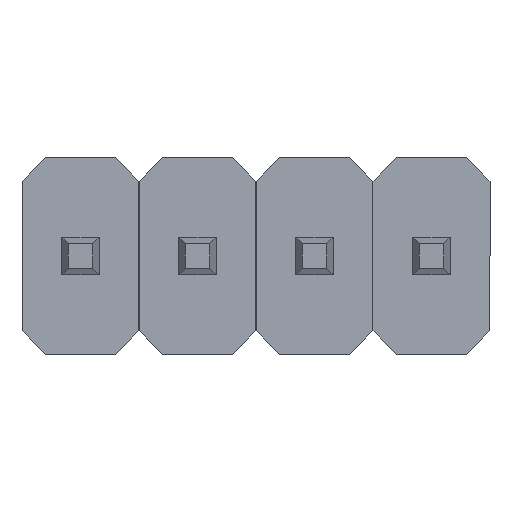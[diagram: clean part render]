
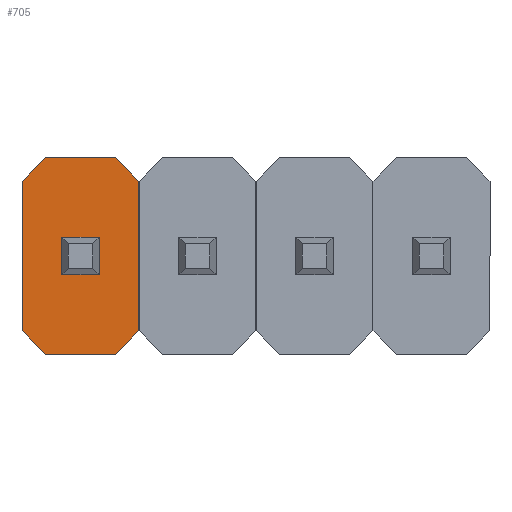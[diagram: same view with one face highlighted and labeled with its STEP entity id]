
A CAD part, front view. The second image highlights one B-rep face of the part: STEP entity #705.
In plain terms, the highlighted planar face has unit normal (0, -1, 0).
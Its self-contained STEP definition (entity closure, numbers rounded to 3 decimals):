
#23 = CARTESIAN_POINT ( 'NONE',  ( -1.524, 0., -1.067 ) ) ;
#56 = EDGE_CURVE ( 'NONE', #204, #2394, #168, .T. ) ;
#60 = CARTESIAN_POINT ( 'NONE',  ( -1.27, 0., -0.813 ) ) ;
#66 = CARTESIAN_POINT ( 'NONE',  ( -1.524, 0., 1.067 ) ) ;
#114 = VERTEX_POINT ( 'NONE', #2023 ) ;
#156 = FACE_OUTER_BOUND ( 'NONE', #2002, .T. ) ;
#168 = LINE ( 'NONE', #764, #214 ) ;
#191 = VERTEX_POINT ( 'NONE', #66 ) ;
#204 = VERTEX_POINT ( 'NONE', #1357 ) ;
#208 = CARTESIAN_POINT ( 'NONE',  ( -2.108, 0., 0.203 ) ) ;
#214 = VECTOR ( 'NONE', #1125, 1000. ) ;
#225 = PLANE ( 'NONE',  #787 ) ;
#254 = ORIENTED_EDGE ( 'NONE', *, *, #486, .F. ) ;
#267 = DIRECTION ( 'NONE',  ( 0.707, 0., 0.707 ) ) ;
#323 = CARTESIAN_POINT ( 'NONE',  ( -2.54, 0., -0.813 ) ) ;
#344 = VERTEX_POINT ( 'NONE', #1774 ) ;
#378 = ORIENTED_EDGE ( 'NONE', *, *, #982, .T. ) ;
#399 = DIRECTION ( 'NONE',  ( -0.707, 0., 0.707 ) ) ;
#412 = DIRECTION ( 'NONE',  ( 1., 0., 0. ) ) ;
#457 = CARTESIAN_POINT ( 'NONE',  ( -1.524, 0., 1.067 ) ) ;
#473 = ORIENTED_EDGE ( 'NONE', *, *, #664, .T. ) ;
#486 = EDGE_CURVE ( 'NONE', #191, #344, #2351, .T. ) ;
#535 = VECTOR ( 'NONE', #2224, 1000. ) ;
#537 = CARTESIAN_POINT ( 'NONE',  ( -2.54, 0., -0.813 ) ) ;
#553 = VERTEX_POINT ( 'NONE', #1014 ) ;
#564 = ORIENTED_EDGE ( 'NONE', *, *, #1423, .F. ) ;
#597 = DIRECTION ( 'NONE',  ( 0., 0., 1. ) ) ;
#657 = ORIENTED_EDGE ( 'NONE', *, *, #1319, .T. ) ;
#664 = EDGE_CURVE ( 'NONE', #1249, #1945, #739, .T. ) ;
#698 = VERTEX_POINT ( 'NONE', #1078 ) ;
#703 = DIRECTION ( 'NONE',  ( 0., 0., 1. ) ) ;
#705 = ADVANCED_FACE ( 'NONE', ( #1814, #156 ), #225, .F. ) ;
#709 = EDGE_CURVE ( 'NONE', #114, #204, #1342, .T. ) ;
#711 = VECTOR ( 'NONE', #399, 1000. ) ;
#713 = VECTOR ( 'NONE', #1531, 1000. ) ;
#739 = LINE ( 'NONE', #1823, #535 ) ;
#760 = ORIENTED_EDGE ( 'NONE', *, *, #56, .F. ) ;
#763 = DIRECTION ( 'NONE',  ( -0.707, 0., -0.707 ) ) ;
#764 = CARTESIAN_POINT ( 'NONE',  ( -2.286, 0., -1.067 ) ) ;
#787 = AXIS2_PLACEMENT_3D ( 'NONE', #1171, #2243, #597 ) ;
#791 = CARTESIAN_POINT ( 'NONE',  ( -2.54, 0., -0.813 ) ) ;
#856 = ORIENTED_EDGE ( 'NONE', *, *, #2365, .T. ) ;
#915 = ORIENTED_EDGE ( 'NONE', *, *, #1186, .F. ) ;
#917 = EDGE_LOOP ( 'NONE', ( #657, #378, #473, #856 ) ) ;
#918 = CARTESIAN_POINT ( 'NONE',  ( -1.702, 0., 0.203 ) ) ;
#935 = ORIENTED_EDGE ( 'NONE', *, *, #1695, .F. ) ;
#982 = EDGE_CURVE ( 'NONE', #1065, #1249, #1625, .T. ) ;
#1014 = CARTESIAN_POINT ( 'NONE',  ( -2.286, 0., 1.067 ) ) ;
#1065 = VERTEX_POINT ( 'NONE', #918 ) ;
#1078 = CARTESIAN_POINT ( 'NONE',  ( -2.54, 0., 0.813 ) ) ;
#1125 = DIRECTION ( 'NONE',  ( -1., 0., 0. ) ) ;
#1126 = VERTEX_POINT ( 'NONE', #208 ) ;
#1171 = CARTESIAN_POINT ( 'NONE',  ( 0., 0., 0. ) ) ;
#1186 = EDGE_CURVE ( 'NONE', #553, #191, #1705, .T. ) ;
#1217 = LINE ( 'NONE', #2362, #1375 ) ;
#1249 = VERTEX_POINT ( 'NONE', #2343 ) ;
#1264 = CARTESIAN_POINT ( 'NONE',  ( -2.286, 0., -1.067 ) ) ;
#1278 = VECTOR ( 'NONE', #1637, 1000. ) ;
#1319 = EDGE_CURVE ( 'NONE', #1126, #1065, #1657, .T. ) ;
#1342 = LINE ( 'NONE', #23, #1829 ) ;
#1357 = CARTESIAN_POINT ( 'NONE',  ( -1.524, 0., -1.067 ) ) ;
#1375 = VECTOR ( 'NONE', #703, 1000. ) ;
#1410 = EDGE_CURVE ( 'NONE', #2394, #2025, #2197, .T. ) ;
#1423 = EDGE_CURVE ( 'NONE', #2025, #698, #1489, .T. ) ;
#1424 = ORIENTED_EDGE ( 'NONE', *, *, #1410, .F. ) ;
#1489 = LINE ( 'NONE', #791, #1824 ) ;
#1531 = DIRECTION ( 'NONE',  ( 0., 0., -1. ) ) ;
#1549 = VECTOR ( 'NONE', #2356, 1000. ) ;
#1625 = LINE ( 'NONE', #2368, #1278 ) ;
#1637 = DIRECTION ( 'NONE',  ( 0., 0., -1. ) ) ;
#1657 = LINE ( 'NONE', #1976, #1549 ) ;
#1675 = CARTESIAN_POINT ( 'NONE',  ( -2.286, 0., 1.067 ) ) ;
#1690 = EDGE_CURVE ( 'NONE', #698, #553, #2329, .T. ) ;
#1695 = EDGE_CURVE ( 'NONE', #344, #114, #2271, .T. ) ;
#1705 = LINE ( 'NONE', #1675, #2178 ) ;
#1722 = VECTOR ( 'NONE', #1751, 1000. ) ;
#1748 = VECTOR ( 'NONE', #267, 1000. ) ;
#1751 = DIRECTION ( 'NONE',  ( 0.707, 0., -0.707 ) ) ;
#1774 = CARTESIAN_POINT ( 'NONE',  ( -1.27, 0., 0.813 ) ) ;
#1814 = FACE_BOUND ( 'NONE', #917, .T. ) ;
#1823 = CARTESIAN_POINT ( 'NONE',  ( -2.108, 0., -0.203 ) ) ;
#1824 = VECTOR ( 'NONE', #2085, 1000. ) ;
#1829 = VECTOR ( 'NONE', #763, 1000. ) ;
#1851 = ORIENTED_EDGE ( 'NONE', *, *, #709, .F. ) ;
#1918 = CARTESIAN_POINT ( 'NONE',  ( -2.54, 0., 0.813 ) ) ;
#1945 = VERTEX_POINT ( 'NONE', #2265 ) ;
#1976 = CARTESIAN_POINT ( 'NONE',  ( -2.108, 0., 0.203 ) ) ;
#2002 = EDGE_LOOP ( 'NONE', ( #1851, #935, #254, #915, #2055, #564, #1424, #760 ) ) ;
#2023 = CARTESIAN_POINT ( 'NONE',  ( -1.27, 0., -0.813 ) ) ;
#2025 = VERTEX_POINT ( 'NONE', #323 ) ;
#2055 = ORIENTED_EDGE ( 'NONE', *, *, #1690, .F. ) ;
#2085 = DIRECTION ( 'NONE',  ( 0., 0., 1. ) ) ;
#2178 = VECTOR ( 'NONE', #412, 1000. ) ;
#2197 = LINE ( 'NONE', #537, #711 ) ;
#2224 = DIRECTION ( 'NONE',  ( -1., 0., 0. ) ) ;
#2243 = DIRECTION ( 'NONE',  ( 0., 1., 0. ) ) ;
#2265 = CARTESIAN_POINT ( 'NONE',  ( -2.108, 0., -0.203 ) ) ;
#2271 = LINE ( 'NONE', #60, #713 ) ;
#2329 = LINE ( 'NONE', #1918, #1748 ) ;
#2343 = CARTESIAN_POINT ( 'NONE',  ( -1.702, 0., -0.203 ) ) ;
#2351 = LINE ( 'NONE', #457, #1722 ) ;
#2356 = DIRECTION ( 'NONE',  ( 1., 0., 0. ) ) ;
#2362 = CARTESIAN_POINT ( 'NONE',  ( -2.108, 0., 0.203 ) ) ;
#2365 = EDGE_CURVE ( 'NONE', #1945, #1126, #1217, .T. ) ;
#2368 = CARTESIAN_POINT ( 'NONE',  ( -1.702, 0., 0.203 ) ) ;
#2394 = VERTEX_POINT ( 'NONE', #1264 ) ;
